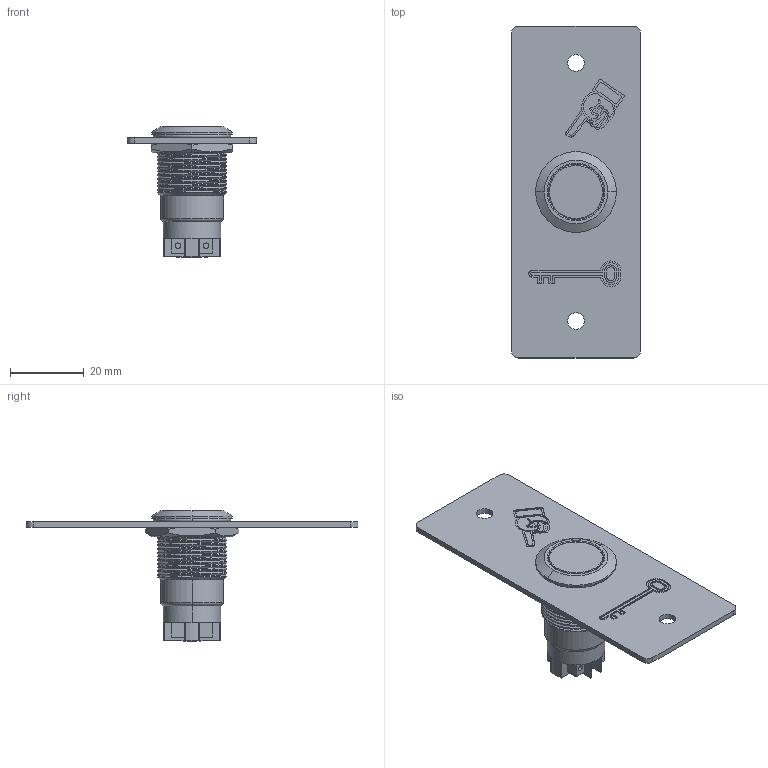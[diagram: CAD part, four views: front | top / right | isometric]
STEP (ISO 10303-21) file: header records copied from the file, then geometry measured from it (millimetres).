
FILE_DESCRIPTION (( 'STEP AP214' ), '1' );
FILE_NAME ('PB19NONC_ST_SI_SI.STEP', '2021-08-02T06:47:42', ( '' ), ( '' ), 'SwSTEP 2.0', 'SolidWorks 2020', '' );
FILE_SCHEMA (( 'AUTOMOTIVE_DESIGN' ));
Length unit declared in the file: millimetre
Products named in the file (6): BP-ECROU; PB19NONC_ST_SI_SI; PB19_PB19NO NC_ST; BP-FACADE MODIF_NOUVEAU MARQUAGE CLE; BP-JOINT_COMPRESSE; BP-BOUTON POUSSOIR INOX_PB19NO NC_ST
Assembly tree (5 placements, depth 3):
  PB19NONC_ST_SI_SI
    BP-FACADE MODIF_NOUVEAU MARQUAGE CLE
    PB19_PB19NO NC_ST
      BP-BOUTON POUSSOIR INOX_PB19NO NC_ST
      BP-ECROU
      BP-JOINT_COMPRESSE
Bounding box: 35 x 90 x 35.35 mm (x, y, z)
Volume: 12834.3 mm3; surface area: 11451.8 mm2
Topology: 20 solids, 20 shells, 471 faces, 1229 edges, 816 vertices
Faces by surface type: plane 240, cylinder 165, bspline 46, torus 12, cone 8
Entity records: 22060 total; most frequent: CARTESIAN_POINT 8255, ORIENTED_EDGE 2454, DIRECTION 2197, EDGE_CURVE 1227, VERTEX_POINT 812, AXIS2_PLACEMENT_3D 734, LINE 729, VECTOR 729
